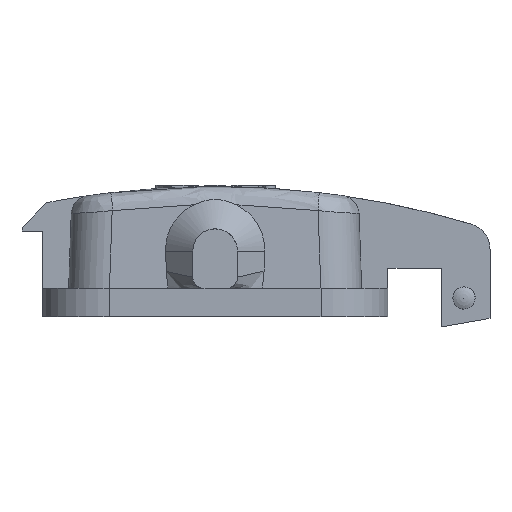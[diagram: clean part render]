
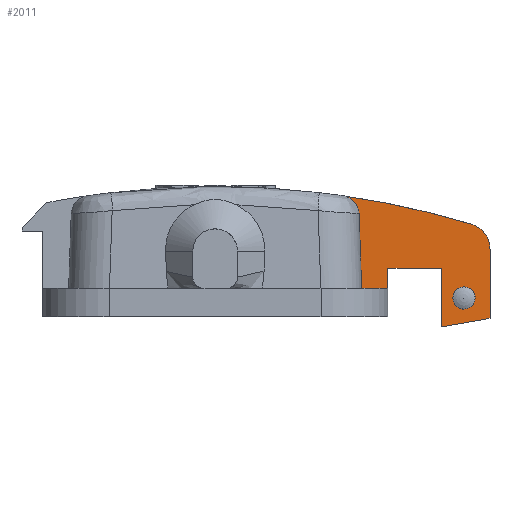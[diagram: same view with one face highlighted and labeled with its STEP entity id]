
A CAD part, left-side view. The second image highlights one B-rep face of the part: STEP entity #2011.
In plain terms, the highlighted planar face has unit normal (-1, 0, 0).
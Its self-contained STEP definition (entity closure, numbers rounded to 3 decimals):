
#1567=(
BOUNDED_CURVE()
B_SPLINE_CURVE(2,(#10331,#10332,#10333),.UNSPECIFIED.,.F.,.F.)
B_SPLINE_CURVE_WITH_KNOTS((3,3),(0.,1.),.UNSPECIFIED.)
CURVE()
GEOMETRIC_REPRESENTATION_ITEM()
RATIONAL_B_SPLINE_CURVE((1.,0.767,1.))
REPRESENTATION_ITEM('')
);
#1579=FACE_BOUND('',#2647,.T.);
#1580=FACE_BOUND('',#2648,.T.);
#1773=B_SPLINE_CURVE_WITH_KNOTS('',3,(#10393,#10394,#10395,#10396,#10397,
#10398,#10399,#10400,#10401,#10402,#10403,#10404,#10405,#10406,#10407,#10408,
#10409,#10410),.UNSPECIFIED.,.T.,.F.,(2,2,2,2,2,2,2,2,2,2,2),(-0.125,0.,
0.125,0.25,0.375,0.5,0.625,0.75,0.875,1.,1.125),.UNSPECIFIED.);
#2011=ADVANCED_FACE('',(#1579,#1580),#2185,.T.);
#2185=PLANE('',#6550);
#2647=EDGE_LOOP('',(#3869));
#2648=EDGE_LOOP('',(#3870,#3871,#3872,#3873,#3874,#3875,#3876,#3877,#3878,
#3879));
#2800=CIRCLE('',#6548,3.5);
#2801=CIRCLE('',#6549,120.);
#3869=ORIENTED_EDGE('',*,*,#5160,.F.);
#3870=ORIENTED_EDGE('',*,*,#5156,.T.);
#3871=ORIENTED_EDGE('',*,*,#4574,.T.);
#3872=ORIENTED_EDGE('',*,*,#5123,.T.);
#3873=ORIENTED_EDGE('',*,*,#4904,.T.);
#3874=ORIENTED_EDGE('',*,*,#4903,.T.);
#3875=ORIENTED_EDGE('',*,*,#4898,.T.);
#3876=ORIENTED_EDGE('',*,*,#4893,.T.);
#3877=ORIENTED_EDGE('',*,*,#5161,.T.);
#3878=ORIENTED_EDGE('',*,*,#5162,.F.);
#3879=ORIENTED_EDGE('',*,*,#5152,.T.);
#4138=VERTEX_POINT('',#7658);
#4139=VERTEX_POINT('',#7660);
#4359=VERTEX_POINT('',#8460);
#4360=VERTEX_POINT('',#8462);
#4364=VERTEX_POINT('',#8472);
#4367=VERTEX_POINT('',#8479);
#4368=VERTEX_POINT('',#8484);
#4527=VERTEX_POINT('',#10334);
#4528=VERTEX_POINT('',#10335);
#4530=VERTEX_POINT('',#10411);
#4531=VERTEX_POINT('',#10413);
#4574=EDGE_CURVE('',#4139,#4138,#5227,.T.);
#4893=EDGE_CURVE('',#4360,#4359,#5455,.T.);
#4898=EDGE_CURVE('',#4364,#4360,#5460,.T.);
#4903=EDGE_CURVE('',#4367,#4364,#5465,.T.);
#4904=EDGE_CURVE('',#4368,#4367,#5466,.T.);
#5123=EDGE_CURVE('',#4138,#4368,#5583,.T.);
#5152=EDGE_CURVE('',#4527,#4528,#1567,.T.);
#5156=EDGE_CURVE('',#4528,#4139,#5592,.T.);
#5160=EDGE_CURVE('',#4530,#4530,#1773,.T.);
#5161=EDGE_CURVE('',#4359,#4531,#2800,.T.);
#5162=EDGE_CURVE('',#4527,#4531,#2801,.T.);
#5227=LINE('',#7659,#5620);
#5455=LINE('',#8461,#5848);
#5460=LINE('',#8471,#5853);
#5465=LINE('',#8481,#5858);
#5466=LINE('',#8483,#5859);
#5583=LINE('',#9809,#5976);
#5592=LINE('',#10367,#5985);
#5620=VECTOR('',#6609,1.);
#5848=VECTOR('',#7185,1.);
#5853=VECTOR('',#7192,1.);
#5858=VECTOR('',#7199,1.);
#5859=VECTOR('',#7202,1.);
#5976=VECTOR('',#7495,1.);
#5985=VECTOR('',#7522,1.);
#6548=AXIS2_PLACEMENT_3D('',#10412,#7530,#7531);
#6549=AXIS2_PLACEMENT_3D('',#10414,#7532,#7533);
#6550=AXIS2_PLACEMENT_3D('',#10415,#7534,#7535);
#6609=DIRECTION('',(0.,-1.,0.));
#7185=DIRECTION('',(0.,0.,1.));
#7192=DIRECTION('',(0.,-0.985,0.174));
#7199=DIRECTION('',(0.,0.,-1.));
#7202=DIRECTION('',(0.,-1.,0.));
#7495=DIRECTION('',(0.,0.,1.));
#7522=DIRECTION('',(0.,-0.035,-0.999));
#7530=DIRECTION('',(-1.,0.,0.));
#7531=DIRECTION('',(0.,-1.,0.));
#7532=DIRECTION('',(1.,0.,0.));
#7533=DIRECTION('',(0.,-0.18,0.984));
#7534=DIRECTION('',(-1.,0.,0.));
#7535=DIRECTION('',(0.,-1.,0.));
#7658=CARTESIAN_POINT('',(-8.5,-23.25,1.8));
#7659=CARTESIAN_POINT('',(-8.5,-22.225,1.8));
#7660=CARTESIAN_POINT('',(-8.5,-19.724,1.8));
#8460=CARTESIAN_POINT('',(-8.5,-37.,7.08));
#8461=CARTESIAN_POINT('',(-8.5,-37.,-1.829));
#8462=CARTESIAN_POINT('',(-8.5,-37.,-2.249));
#8471=CARTESIAN_POINT('',(-8.5,-31.674,-3.188));
#8472=CARTESIAN_POINT('',(-8.5,-30.5,-3.395));
#8479=CARTESIAN_POINT('',(-8.5,-30.5,4.497));
#8481=CARTESIAN_POINT('',(-8.5,-30.5,2.997));
#8483=CARTESIAN_POINT('',(-8.5,-24.75,4.497));
#8484=CARTESIAN_POINT('',(-8.5,-23.25,4.497));
#9809=CARTESIAN_POINT('',(-8.5,-23.25,1.3));
#10331=CARTESIAN_POINT('',(-8.5,-17.233,14.256));
#10332=CARTESIAN_POINT('',(-8.5,-19.299,13.956));
#10333=CARTESIAN_POINT('',(-8.5,-19.372,11.869));
#10334=CARTESIAN_POINT('',(-8.5,-17.233,14.256));
#10335=CARTESIAN_POINT('',(-8.5,-19.372,11.869));
#10367=CARTESIAN_POINT('',(-8.5,-19.743,1.247));
#10393=CARTESIAN_POINT('',(-8.5,-34.898,1.168));
#10394=CARTESIAN_POINT('',(-8.5,-34.39,1.767));
#10395=CARTESIAN_POINT('',(-8.5,-34.014,1.96));
#10396=CARTESIAN_POINT('',(-8.5,-33.232,2.025));
#10397=CARTESIAN_POINT('',(-8.5,-32.829,1.896));
#10398=CARTESIAN_POINT('',(-8.5,-32.23,1.388));
#10399=CARTESIAN_POINT('',(-8.5,-32.037,1.013));
#10400=CARTESIAN_POINT('',(-8.5,-31.972,0.23));
#10401=CARTESIAN_POINT('',(-8.5,-32.101,-0.172));
#10402=CARTESIAN_POINT('',(-8.5,-32.609,-0.772));
#10403=CARTESIAN_POINT('',(-8.5,-32.985,-0.965));
#10404=CARTESIAN_POINT('',(-8.5,-33.767,-1.03));
#10405=CARTESIAN_POINT('',(-8.5,-34.17,-0.901));
#10406=CARTESIAN_POINT('',(-8.5,-34.769,-0.393));
#10407=CARTESIAN_POINT('',(-8.5,-34.962,-0.017));
#10408=CARTESIAN_POINT('',(-8.5,-35.027,0.765));
#10409=CARTESIAN_POINT('',(-8.5,-34.898,1.168));
#10410=CARTESIAN_POINT('',(-8.5,-34.39,1.767));
#10411=CARTESIAN_POINT('',(-8.5,-34.644,1.467));
#10412=CARTESIAN_POINT('',(-8.5,-33.5,7.08));
#10413=CARTESIAN_POINT('',(-8.5,-34.506,10.432));
#10414=CARTESIAN_POINT('',(-8.5,0.,-104.5));
#10415=CARTESIAN_POINT('',(-8.5,27.575,-3.671));
